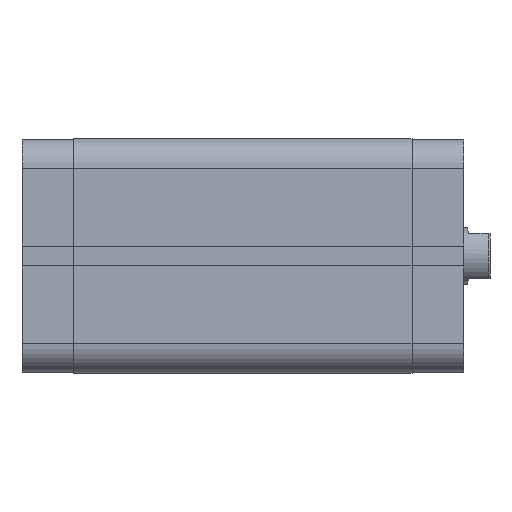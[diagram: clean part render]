
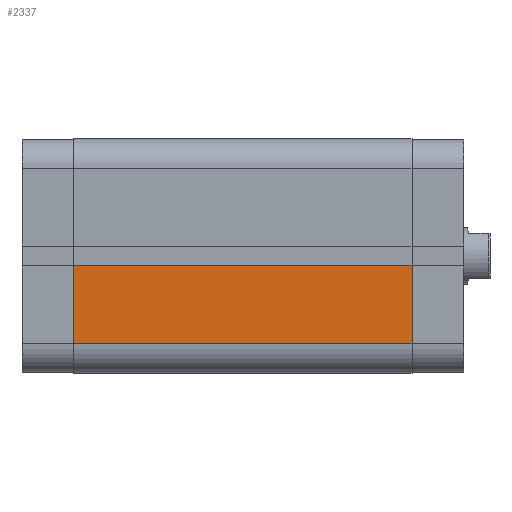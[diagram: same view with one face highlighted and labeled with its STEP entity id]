
A CAD part, front view. The second image highlights one B-rep face of the part: STEP entity #2337.
In plain terms, the highlighted planar face has unit normal (0, -1, 0).
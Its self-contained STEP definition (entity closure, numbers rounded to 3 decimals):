
#2227 = EDGE_CURVE ( 'NONE', #5762, #5757, #5317, .T. ) ;
#2228 = EDGE_CURVE ( 'NONE', #5762, #5787, #5319, .T. ) ;
#2231 = EDGE_CURVE ( 'NONE', #5757, #5743, #5325, .T. ) ;
#2232 = EDGE_CURVE ( 'NONE', #5787, #5743, #5323, .T. ) ;
#2337 = ADVANCED_FACE ( 'NONE', ( #5528 ), #2985, .F. ) ;
#2590 = CARTESIAN_POINT ( 'NONE',  ( 0., -33.5, 96.5 ) ) ;
#2591 = DIRECTION ( 'NONE',  ( 1., 0., 0. ) ) ;
#2592 = CARTESIAN_POINT ( 'NONE',  ( 0., -33.5, 0. ) ) ;
#2593 = CARTESIAN_POINT ( 'NONE',  ( -25., -33.5, 96.5 ) ) ;
#2594 = DIRECTION ( 'NONE',  ( 0., 0., -1. ) ) ;
#2600 = CARTESIAN_POINT ( 'NONE',  ( -2.6, -33.5, 96.5 ) ) ;
#2601 = DIRECTION ( 'NONE',  ( 0., 0., -1. ) ) ;
#2603 = DIRECTION ( 'NONE',  ( 1., 0., 0. ) ) ;
#2984 = CARTESIAN_POINT ( 'NONE',  ( 0., -33.5, 96.5 ) ) ;
#2985 = PLANE ( 'NONE',  #4281 ) ;
#2987 = DIRECTION ( 'NONE',  ( 0., 1., 0. ) ) ;
#2988 = DIRECTION ( 'NONE',  ( 0., 0., 1. ) ) ;
#3559 = CARTESIAN_POINT ( 'NONE',  ( -2.6, -33.5, 0. ) ) ;
#3572 = CARTESIAN_POINT ( 'NONE',  ( -2.6, -33.5, 96.5 ) ) ;
#3577 = CARTESIAN_POINT ( 'NONE',  ( -25., -33.5, 96.5 ) ) ;
#3602 = CARTESIAN_POINT ( 'NONE',  ( -25., -33.5, 0. ) ) ;
#4281 = AXIS2_PLACEMENT_3D ( 'NONE', #2984, #2987, #2988 ) ;
#4705 = EDGE_LOOP ( 'NONE', ( #5070, #5069, #5068, #5067 ) ) ;
#5067 = ORIENTED_EDGE ( 'NONE', *, *, #2228, .T. ) ;
#5068 = ORIENTED_EDGE ( 'NONE', *, *, #2227, .F. ) ;
#5069 = ORIENTED_EDGE ( 'NONE', *, *, #2231, .F. ) ;
#5070 = ORIENTED_EDGE ( 'NONE', *, *, #2232, .T. ) ;
#5317 = LINE ( 'NONE', #2590, #5318 ) ;
#5318 = VECTOR ( 'NONE', #2591, 1000. ) ;
#5319 = LINE ( 'NONE', #2593, #5320 ) ;
#5320 = VECTOR ( 'NONE', #2594, 1000. ) ;
#5323 = LINE ( 'NONE', #2592, #5327 ) ;
#5325 = LINE ( 'NONE', #2600, #5326 ) ;
#5326 = VECTOR ( 'NONE', #2601, 1000. ) ;
#5327 = VECTOR ( 'NONE', #2603, 1000. ) ;
#5528 = FACE_OUTER_BOUND ( 'NONE', #4705, .T. ) ;
#5743 = VERTEX_POINT ( 'NONE', #3559 ) ;
#5757 = VERTEX_POINT ( 'NONE', #3572 ) ;
#5762 = VERTEX_POINT ( 'NONE', #3577 ) ;
#5787 = VERTEX_POINT ( 'NONE', #3602 ) ;
